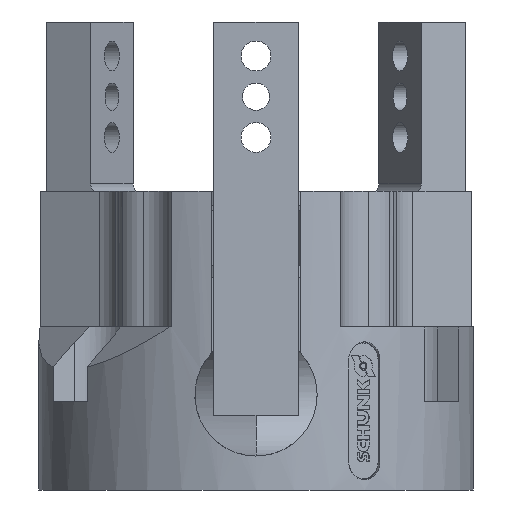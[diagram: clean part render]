
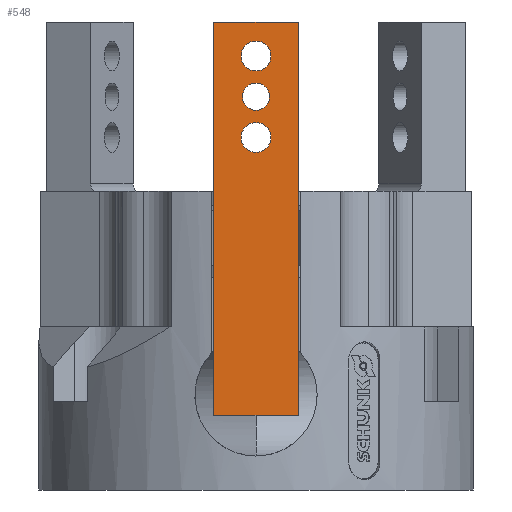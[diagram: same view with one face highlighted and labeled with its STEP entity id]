
A CAD part, left-side view. The second image highlights one B-rep face of the part: STEP entity #548.
In plain terms, the highlighted face is planar.
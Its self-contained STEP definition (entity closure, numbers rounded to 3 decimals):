
#548 = ADVANCED_FACE( '', ( #1154, #1155, #1156, #1157 ), #1158, .F. );
#1154 = FACE_BOUND( '', #1816, .T. );
#1155 = FACE_BOUND( '', #1817, .T. );
#1156 = FACE_BOUND( '', #1818, .T. );
#1157 = FACE_OUTER_BOUND( '', #1819, .T. );
#1158 = PLANE( '', #1820 );
#1816 = EDGE_LOOP( '', ( #3207 ) );
#1817 = EDGE_LOOP( '', ( #3208 ) );
#1818 = EDGE_LOOP( '', ( #3209 ) );
#1819 = EDGE_LOOP( '', ( #3210, #3211, #3212, #3213 ) );
#1820 = AXIS2_PLACEMENT_3D( '', #3214, #3215, #3216 );
#3207 = ORIENTED_EDGE( '', *, *, #3866, .F. );
#3208 = ORIENTED_EDGE( '', *, *, #4390, .F. );
#3209 = ORIENTED_EDGE( '', *, *, #3973, .F. );
#3210 = ORIENTED_EDGE( '', *, *, #3852, .T. );
#3211 = ORIENTED_EDGE( '', *, *, #4391, .F. );
#3212 = ORIENTED_EDGE( '', *, *, #3959, .F. );
#3213 = ORIENTED_EDGE( '', *, *, #4352, .T. );
#3214 = CARTESIAN_POINT( '', ( 0., 0., 6.25 ) );
#3215 = DIRECTION( '', ( 0., 1., 0. ) );
#3216 = DIRECTION( '', ( 0., 0., 1. ) );
#3852 = EDGE_CURVE( '', #4571, #4569, #4572, .T. );
#3866 = EDGE_CURVE( '', #4595, #4595, #4596, .F. );
#3959 = EDGE_CURVE( '', #4753, #4755, #4756, .T. );
#3973 = EDGE_CURVE( '', #4779, #4779, #4780, .F. );
#4352 = EDGE_CURVE( '', #4753, #4571, #5367, .T. );
#4390 = EDGE_CURVE( '', #5412, #5412, #5413, .F. );
#4391 = EDGE_CURVE( '', #4755, #4569, #5414, .T. );
#4569 = VERTEX_POINT( '', #5621 );
#4571 = VERTEX_POINT( '', #5624 );
#4572 = LINE( '', #5625, #5626 );
#4595 = VERTEX_POINT( '', #5658 );
#4596 = CIRCLE( '', #5659, 2.2 );
#4753 = VERTEX_POINT( '', #5876 );
#4755 = VERTEX_POINT( '', #5879 );
#4756 = LINE( '', #5880, #5881 );
#4779 = VERTEX_POINT( '', #5909 );
#4780 = CIRCLE( '', #5910, 2.2 );
#5367 = LINE( '', #7135, #7136 );
#5412 = VERTEX_POINT( '', #7249 );
#5413 = CIRCLE( '', #7250, 2. );
#5414 = LINE( '', #7251, #7252 );
#5621 = CARTESIAN_POINT( '', ( 57.9, 0., -6.25 ) );
#5624 = CARTESIAN_POINT( '', ( 0., 0., -6.25 ) );
#5625 = CARTESIAN_POINT( '', ( 0., 0., -6.25 ) );
#5626 = VECTOR( '', #7464, 1000. );
#5658 = CARTESIAN_POINT( '', ( 17., 0., 2.2 ) );
#5659 = AXIS2_PLACEMENT_3D( '', #7477, #7478, #7479 );
#5876 = CARTESIAN_POINT( '', ( 0., 0., 6.25 ) );
#5879 = CARTESIAN_POINT( '', ( 57.9, 0., 6.25 ) );
#5880 = CARTESIAN_POINT( '', ( 0., 0., 6.25 ) );
#5881 = VECTOR( '', #7577, 1000. );
#5909 = CARTESIAN_POINT( '', ( 5., 0., 2.2 ) );
#5910 = AXIS2_PLACEMENT_3D( '', #7598, #7599, #7600 );
#7135 = CARTESIAN_POINT( '', ( 0., 0., 6.25 ) );
#7136 = VECTOR( '', #8069, 1000. );
#7249 = CARTESIAN_POINT( '', ( 11., 0., 2. ) );
#7250 = AXIS2_PLACEMENT_3D( '', #8102, #8103, #8104 );
#7251 = CARTESIAN_POINT( '', ( 57.9, 0., 6.25 ) );
#7252 = VECTOR( '', #8105, 1000. );
#7464 = DIRECTION( '', ( 1., 0., 0. ) );
#7477 = CARTESIAN_POINT( '', ( 17., 0., 0. ) );
#7478 = DIRECTION( '', ( 0., 1., 0. ) );
#7479 = DIRECTION( '', ( 0., 0., 1. ) );
#7577 = DIRECTION( '', ( 1., 0., 0. ) );
#7598 = CARTESIAN_POINT( '', ( 5., 0., 0. ) );
#7599 = DIRECTION( '', ( 0., 1., 0. ) );
#7600 = DIRECTION( '', ( 0., 0., 1. ) );
#8069 = DIRECTION( '', ( 0., 0., -1. ) );
#8102 = CARTESIAN_POINT( '', ( 11., 0., 0. ) );
#8103 = DIRECTION( '', ( 0., 1., 0. ) );
#8104 = DIRECTION( '', ( 0., 0., 1. ) );
#8105 = DIRECTION( '', ( 0., 0., -1. ) );
